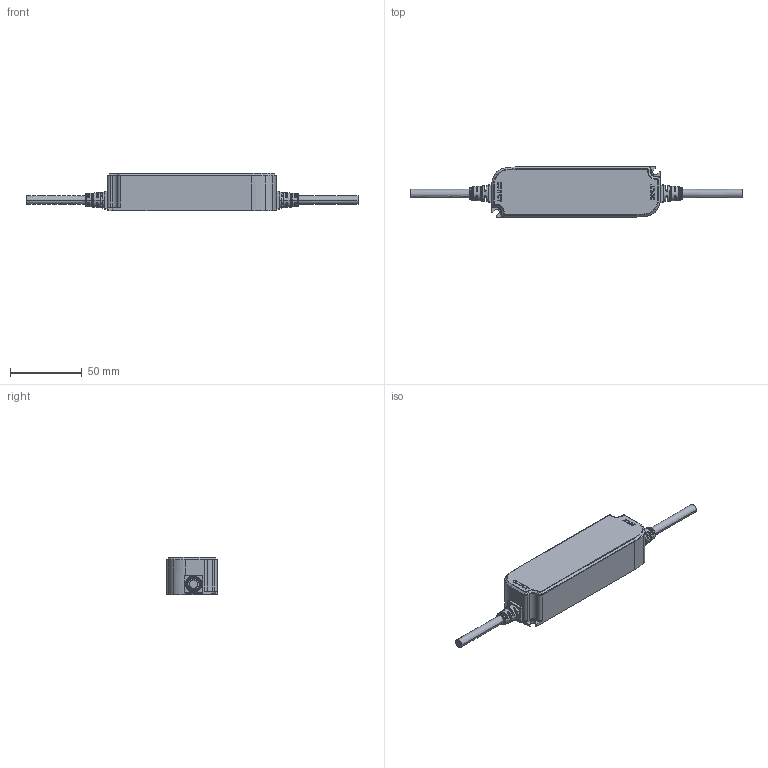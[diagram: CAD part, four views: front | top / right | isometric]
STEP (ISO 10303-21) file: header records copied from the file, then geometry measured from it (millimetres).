
FILE_DESCRIPTION(/* description */ (''),/* implementation_level */ '2;1');
FILE_NAME(/* name */ 'VTS-24~2',/* time_stamp */ '2023-07-05T10:33:16+08:00',/* author */ (''),/* organization */ (''),/* preprocessor_version */ 'ST-DEVELOPER v16.5',/* originating_system */ '',/* authorisation */ '');
FILE_SCHEMA (('AUTOMOTIVE_DESIGN'));
Length unit declared in the file: millimetre
Products named in the file (1): Document
Bounding box: 232.03 x 34.99 x 26 mm (x, y, z)
Volume: 107664.5 mm3; surface area: 19000.6 mm2
Topology: 3 solids, 3 shells, 662 faces, 1668 edges, 1038 vertices
Faces by surface type: bspline 336, plane 326
Entity records: 27479 total; most frequent: CARTESIAN_POINT 16752, ORIENTED_EDGE 3336, EDGE_CURVE 1668, B_SPLINE_CURVE_WITH_KNOTS 1418, VERTEX_POINT 1038, EDGE_LOOP 688, ADVANCED_FACE 662, FACE_OUTER_BOUND 662
